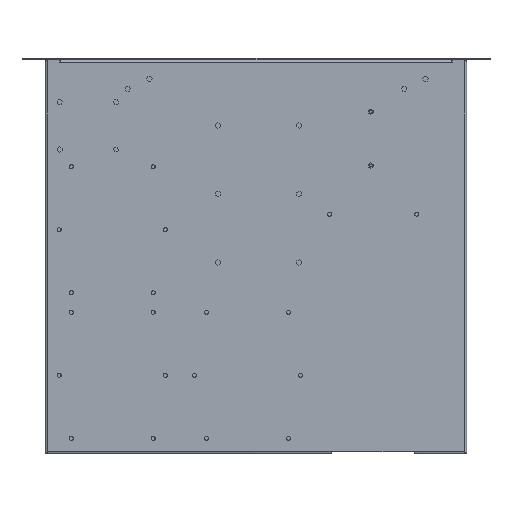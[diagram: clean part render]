
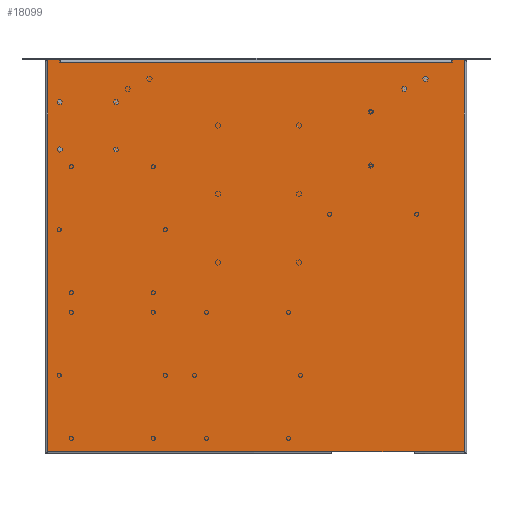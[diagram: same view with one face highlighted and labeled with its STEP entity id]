
A CAD part, front view. The second image highlights one B-rep face of the part: STEP entity #18099.
In plain terms, the highlighted planar face has unit normal (0, -1, 0).
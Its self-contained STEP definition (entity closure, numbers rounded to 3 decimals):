
#171 = ORIENTED_EDGE ( 'NONE', *, *, #2814, .T. ) ;
#174 = VERTEX_POINT ( 'NONE', #5676 ) ;
#382 = CARTESIAN_POINT ( 'NONE',  ( -214.884, -1.219, -404.165 ) ) ;
#776 = VERTEX_POINT ( 'NONE', #17650 ) ;
#969 = AXIS2_PLACEMENT_3D ( 'NONE', #20923, #9320, #4407 ) ;
#993 = ORIENTED_EDGE ( 'NONE', *, *, #26732, .T. ) ;
#1147 = ORIENTED_EDGE ( 'NONE', *, *, #5757, .T. ) ;
#1319 = CARTESIAN_POINT ( 'NONE',  ( 202.184, -1.219, -0.508 ) ) ;
#1572 = VERTEX_POINT ( 'NONE', #27020 ) ;
#1732 = CARTESIAN_POINT ( 'NONE',  ( -202.032, -1.219, -2.54 ) ) ;
#1810 = CARTESIAN_POINT ( 'NONE',  ( -215.9, -1.219, -406.4 ) ) ;
#1925 = LINE ( 'NONE', #11324, #2316 ) ;
#2316 = VECTOR ( 'NONE', #20770, 1000. ) ;
#2406 = DIRECTION ( 'NONE',  ( 1., 0., 0. ) ) ;
#2565 = CARTESIAN_POINT ( 'NONE',  ( 202.032, -1.219, -2.54 ) ) ;
#2724 = ORIENTED_EDGE ( 'NONE', *, *, #18967, .T. ) ;
#2777 = VECTOR ( 'NONE', #15423, 1000. ) ;
#2814 = EDGE_CURVE ( 'NONE', #8240, #776, #20131, .T. ) ;
#2869 = CARTESIAN_POINT ( 'NONE',  ( 201.879, -1.219, -2.235 ) ) ;
#3100 = VERTEX_POINT ( 'NONE', #3435 ) ;
#3435 = CARTESIAN_POINT ( 'NONE',  ( 214.884, -1.219, 0. ) ) ;
#3501 = VERTEX_POINT ( 'NONE', #3660 ) ;
#3660 = CARTESIAN_POINT ( 'NONE',  ( -214.884, -1.219, -404.165 ) ) ;
#4231 = CARTESIAN_POINT ( 'NONE',  ( 78.099, -1.219, -404.165 ) ) ;
#4325 = DIRECTION ( 'NONE',  ( -1., 0., 0. ) ) ;
#4407 = DIRECTION ( 'NONE',  ( 1., 0., 0. ) ) ;
#4435 = VECTOR ( 'NONE', #2406, 1000. ) ;
#5358 = ORIENTED_EDGE ( 'NONE', *, *, #26999, .F. ) ;
#5676 = CARTESIAN_POINT ( 'NONE',  ( -202.184, -1.219, -0.508 ) ) ;
#5757 = EDGE_CURVE ( 'NONE', #23403, #22717, #27687, .T. ) ;
#6137 = VERTEX_POINT ( 'NONE', #20845 ) ;
#6323 = ORIENTED_EDGE ( 'NONE', *, *, #21764, .T. ) ;
#6424 = AXIS2_PLACEMENT_3D ( 'NONE', #2565, #16753, #21238 ) ;
#6596 = PLANE ( 'NONE',  #6637 ) ;
#6637 = AXIS2_PLACEMENT_3D ( 'NONE', #1810, #22506, #20335 ) ;
#7083 = CARTESIAN_POINT ( 'NONE',  ( 201.879, -1.219, -2.235 ) ) ;
#7173 = VECTOR ( 'NONE', #17807, 1000. ) ;
#7417 = CARTESIAN_POINT ( 'NONE',  ( 202.692, -1.219, -0.508 ) ) ;
#7800 = DIRECTION ( 'NONE',  ( 0., 0., -1. ) ) ;
#8227 = DIRECTION ( 'NONE',  ( 0., 1., 0. ) ) ;
#8240 = VERTEX_POINT ( 'NONE', #14689 ) ;
#8642 = VECTOR ( 'NONE', #7800, 1000. ) ;
#8936 = LINE ( 'NONE', #7083, #21241 ) ;
#9044 = CARTESIAN_POINT ( 'NONE',  ( -202.184, -1.219, -2.54 ) ) ;
#9142 = CARTESIAN_POINT ( 'NONE',  ( 431.3, -1.219, -404.165 ) ) ;
#9170 = VECTOR ( 'NONE', #14641, 1000. ) ;
#9320 = DIRECTION ( 'NONE',  ( 0., -1., 0. ) ) ;
#9453 = EDGE_CURVE ( 'NONE', #24651, #15091, #9578, .T. ) ;
#9578 = LINE ( 'NONE', #21030, #22707 ) ;
#9703 = EDGE_CURVE ( 'NONE', #22717, #8240, #8936, .T. ) ;
#9989 = LINE ( 'NONE', #25768, #9170 ) ;
#10595 = CARTESIAN_POINT ( 'NONE',  ( -214.884, -1.219, -404.165 ) ) ;
#11313 = CARTESIAN_POINT ( 'NONE',  ( -201.879, -1.219, -406.4 ) ) ;
#11324 = CARTESIAN_POINT ( 'NONE',  ( -215.9, -1.219, 0. ) ) ;
#11445 = EDGE_CURVE ( 'NONE', #17267, #17839, #24166, .T. ) ;
#11635 = CARTESIAN_POINT ( 'NONE',  ( -202.184, -1.219, -406.4 ) ) ;
#11826 = VERTEX_POINT ( 'NONE', #4231 ) ;
#11909 = ORIENTED_EDGE ( 'NONE', *, *, #11445, .T. ) ;
#12315 = CIRCLE ( 'NONE', #29613, 0.152 ) ;
#12412 = CARTESIAN_POINT ( 'NONE',  ( 202.184, -1.219, -406.4 ) ) ;
#12444 = VERTEX_POINT ( 'NONE', #23410 ) ;
#12635 = ORIENTED_EDGE ( 'NONE', *, *, #14490, .F. ) ;
#12777 = LINE ( 'NONE', #10595, #26498 ) ;
#12903 = VECTOR ( 'NONE', #29853, 1000. ) ;
#14490 = EDGE_CURVE ( 'NONE', #1572, #11826, #23676, .T. ) ;
#14641 = DIRECTION ( 'NONE',  ( 0., 0., 1. ) ) ;
#14689 = CARTESIAN_POINT ( 'NONE',  ( -201.879, -1.219, -2.235 ) ) ;
#15091 = VERTEX_POINT ( 'NONE', #20826 ) ;
#15423 = DIRECTION ( 'NONE',  ( 0., 0., 1. ) ) ;
#15895 = ORIENTED_EDGE ( 'NONE', *, *, #17466, .T. ) ;
#15932 = CARTESIAN_POINT ( 'NONE',  ( 201.879, -1.219, -406.4 ) ) ;
#16036 = ORIENTED_EDGE ( 'NONE', *, *, #24510, .T. ) ;
#16165 = FACE_OUTER_BOUND ( 'NONE', #24070, .T. ) ;
#16614 = ORIENTED_EDGE ( 'NONE', *, *, #18588, .T. ) ;
#16753 = DIRECTION ( 'NONE',  ( 0., 1., 0. ) ) ;
#17267 = VERTEX_POINT ( 'NONE', #1319 ) ;
#17454 = EDGE_CURVE ( 'NONE', #6137, #3100, #1925, .T. ) ;
#17466 = EDGE_CURVE ( 'NONE', #28469, #174, #27880, .T. ) ;
#17568 = LINE ( 'NONE', #17718, #2777 ) ;
#17650 = CARTESIAN_POINT ( 'NONE',  ( -201.879, -1.219, -2.54 ) ) ;
#17718 = CARTESIAN_POINT ( 'NONE',  ( 214.884, -1.219, -406.4 ) ) ;
#17807 = DIRECTION ( 'NONE',  ( 0., 0., -1. ) ) ;
#17839 = VERTEX_POINT ( 'NONE', #28772 ) ;
#18099 = ADVANCED_FACE ( 'NONE', ( #16165 ), #6596, .T. ) ;
#18576 = EDGE_CURVE ( 'NONE', #174, #15091, #26127, .T. ) ;
#18588 = EDGE_CURVE ( 'NONE', #3501, #11826, #18751, .T. ) ;
#18751 = LINE ( 'NONE', #382, #4435 ) ;
#18840 = CIRCLE ( 'NONE', #20327, 0.508 ) ;
#18967 = EDGE_CURVE ( 'NONE', #776, #28469, #12315, .T. ) ;
#18999 = DIRECTION ( 'NONE',  ( 1., 0., 0. ) ) ;
#19463 = DIRECTION ( 'NONE',  ( 1., 0., 0. ) ) ;
#19536 = ORIENTED_EDGE ( 'NONE', *, *, #9453, .F. ) ;
#19562 = VECTOR ( 'NONE', #21077, 1000. ) ;
#20131 = LINE ( 'NONE', #11313, #7173 ) ;
#20327 = AXIS2_PLACEMENT_3D ( 'NONE', #7417, #21628, #19463 ) ;
#20335 = DIRECTION ( 'NONE',  ( 1., 0., 0. ) ) ;
#20580 = DIRECTION ( 'NONE',  ( 1., 0., 0. ) ) ;
#20770 = DIRECTION ( 'NONE',  ( 1., 0., 0. ) ) ;
#20826 = CARTESIAN_POINT ( 'NONE',  ( -202.692, -1.219, 0. ) ) ;
#20845 = CARTESIAN_POINT ( 'NONE',  ( 202.692, -1.219, 0. ) ) ;
#20923 = CARTESIAN_POINT ( 'NONE',  ( -202.692, -1.219, -0.508 ) ) ;
#21030 = CARTESIAN_POINT ( 'NONE',  ( -215.9, -1.219, 0. ) ) ;
#21077 = DIRECTION ( 'NONE',  ( 0., 0., 1. ) ) ;
#21142 = ORIENTED_EDGE ( 'NONE', *, *, #18576, .T. ) ;
#21238 = DIRECTION ( 'NONE',  ( 1., 0., 0. ) ) ;
#21241 = VECTOR ( 'NONE', #4325, 1000. ) ;
#21628 = DIRECTION ( 'NONE',  ( 0., -1., 0. ) ) ;
#21764 = EDGE_CURVE ( 'NONE', #17839, #23403, #30119, .T. ) ;
#22506 = DIRECTION ( 'NONE',  ( 0., -1., 0. ) ) ;
#22707 = VECTOR ( 'NONE', #18999, 1000. ) ;
#22717 = VERTEX_POINT ( 'NONE', #2869 ) ;
#23060 = DIRECTION ( 'NONE',  ( -1., 0., 0. ) ) ;
#23403 = VERTEX_POINT ( 'NONE', #24671 ) ;
#23410 = CARTESIAN_POINT ( 'NONE',  ( 214.884, -1.219, -404.165 ) ) ;
#23676 = LINE ( 'NONE', #9142, #29359 ) ;
#23802 = ORIENTED_EDGE ( 'NONE', *, *, #30209, .T. ) ;
#24070 = EDGE_LOOP ( 'NONE', ( #5358, #16614, #12635, #23802, #993, #25881, #16036, #11909, #6323, #1147, #30334, #171, #2724, #15895, #21142, #19536 ) ) ;
#24166 = LINE ( 'NONE', #12412, #8642 ) ;
#24510 = EDGE_CURVE ( 'NONE', #6137, #17267, #18840, .T. ) ;
#24651 = VERTEX_POINT ( 'NONE', #29510 ) ;
#24671 = CARTESIAN_POINT ( 'NONE',  ( 201.879, -1.219, -2.54 ) ) ;
#25768 = CARTESIAN_POINT ( 'NONE',  ( -214.884, -1.219, -406.4 ) ) ;
#25881 = ORIENTED_EDGE ( 'NONE', *, *, #17454, .F. ) ;
#26127 = CIRCLE ( 'NONE', #969, 0.508 ) ;
#26498 = VECTOR ( 'NONE', #29480, 1000. ) ;
#26732 = EDGE_CURVE ( 'NONE', #12444, #3100, #17568, .T. ) ;
#26999 = EDGE_CURVE ( 'NONE', #3501, #24651, #9989, .T. ) ;
#27020 = CARTESIAN_POINT ( 'NONE',  ( 163.099, -1.219, -404.165 ) ) ;
#27687 = LINE ( 'NONE', #15932, #12903 ) ;
#27880 = LINE ( 'NONE', #11635, #19562 ) ;
#28469 = VERTEX_POINT ( 'NONE', #9044 ) ;
#28772 = CARTESIAN_POINT ( 'NONE',  ( 202.184, -1.219, -2.54 ) ) ;
#29359 = VECTOR ( 'NONE', #23060, 1000. ) ;
#29480 = DIRECTION ( 'NONE',  ( 1., 0., 0. ) ) ;
#29510 = CARTESIAN_POINT ( 'NONE',  ( -214.884, -1.219, 0. ) ) ;
#29613 = AXIS2_PLACEMENT_3D ( 'NONE', #1732, #8227, #20580 ) ;
#29853 = DIRECTION ( 'NONE',  ( 0., 0., 1. ) ) ;
#30119 = CIRCLE ( 'NONE', #6424, 0.152 ) ;
#30209 = EDGE_CURVE ( 'NONE', #1572, #12444, #12777, .T. ) ;
#30334 = ORIENTED_EDGE ( 'NONE', *, *, #9703, .T. ) ;
